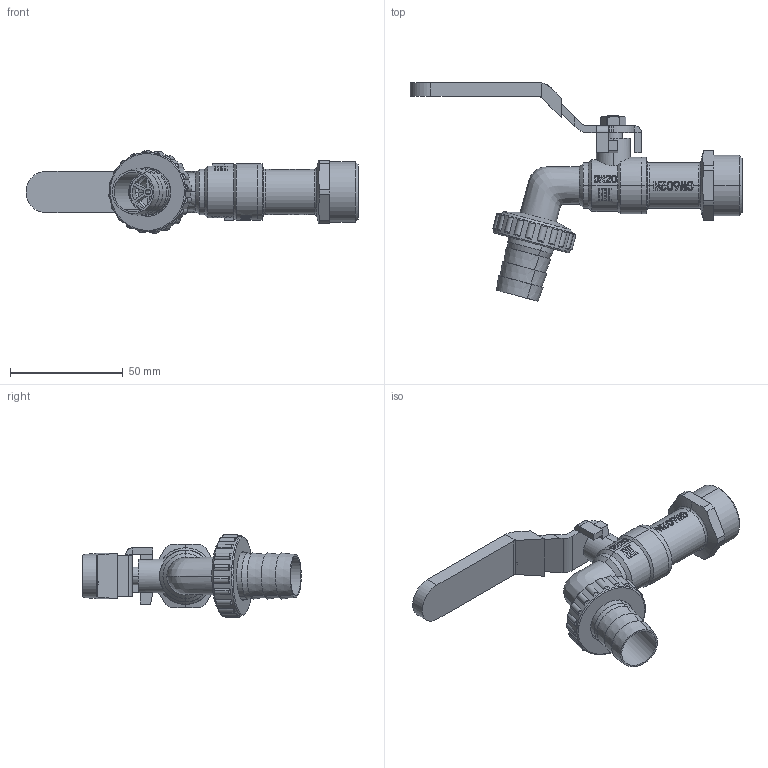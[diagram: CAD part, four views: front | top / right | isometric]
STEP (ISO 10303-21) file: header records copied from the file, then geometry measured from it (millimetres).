
FILE_DESCRIPTION (( 'STEP AP214' ), '1' );
FILE_NAME ('0.75阨郲.STEP', '2023-03-13T01:58:26', ( '' ), ( '' ), 'SwSTEP 2.0', 'SolidWorks 2016', '' );
FILE_SCHEMA (( 'AUTOMOTIVE_DESIGN' ));
Length unit declared in the file: millimetre
Products named in the file (13): 堤阨諳; 豪宒蟀諉簽; 諾陑菜え; 煦阨ん; 鞠褒蹟譫_M6X5; 沺す啣忒梟; O遠; 邧羞俋蹟恇概裝; 概釱_18x12x2.8; 妗陑⑩_20x12x3; 三接水嘴接管; 三接水嘴接体; 0.75阨郲
Assembly tree (14 placements, depth 2):
  0.75阨郲
    三接水嘴接体
    三接水嘴接管
    妗陑⑩_20x12x3
    概釱_18x12x2.8  x2
    邧羞俋蹟恇概裝
    O遠  x2
    沺す啣忒梟
    鞠褒蹟譫_M6X5
    煦阨ん
    諾陑菜え
    豪宒蟀諉簽
    堤阨諳
Bounding box: 147.01 x 96.75 x 36.33 mm (x, y, z)
Volume: 40765.2 mm3; surface area: 41479.8 mm2
Topology: 17 solids, 17 shells, 1234 faces, 3267 edges, 2130 vertices
Faces by surface type: plane 535, bspline 323, cylinder 222, cone 110, torus 40, sphere 4
Entity records: 62631 total; most frequent: CARTESIAN_POINT 33662, ORIENTED_EDGE 6450, DIRECTION 4581, EDGE_CURVE 3225, VERTEX_POINT 2106, AXIS2_PLACEMENT_3D 1561, VECTOR 1459, LINE 1459
